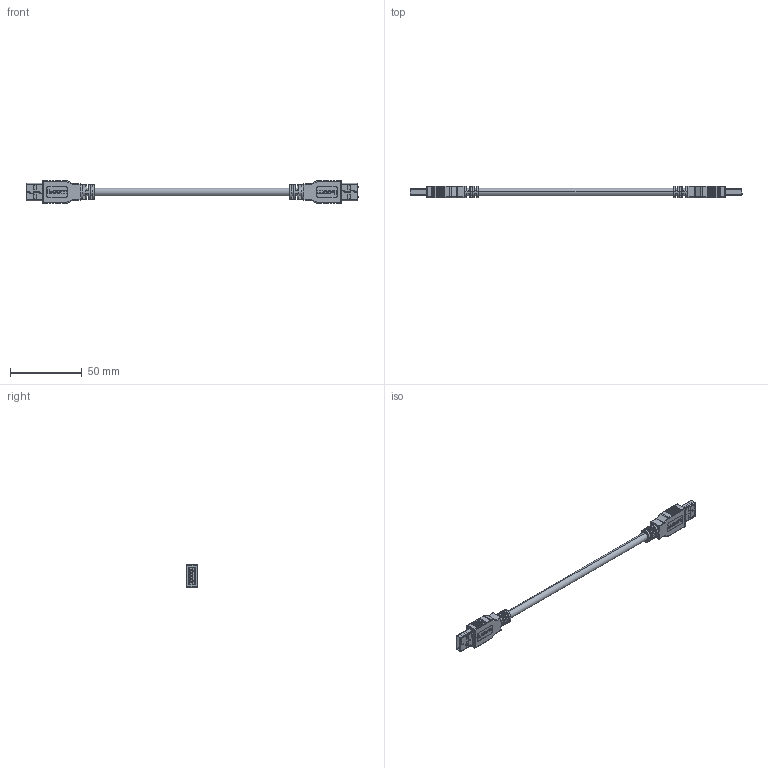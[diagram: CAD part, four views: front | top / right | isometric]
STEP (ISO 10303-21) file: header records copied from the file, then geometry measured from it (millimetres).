
FILE_DESCRIPTION (( 'STEP AP203' ), '1' );
FILE_NAME ('CAU3ZAA.STEP', '2020-11-04T04:12:53', ( '' ), ( '' ), 'SwSTEP 2.0', 'SolidWorks 2018', '' );
FILE_SCHEMA (( 'CONFIG_CONTROL_DESIGN' ));
Length unit declared in the file: inch
Products named in the file (1): CAU3ZAA
Bounding box: 232 x 8 x 16 mm (x, y, z)
Volume: 11069.2 mm3; surface area: 11924.9 mm2
Topology: 35 solids, 35 shells, 2526 faces, 6758 edges, 4444 vertices
Faces by surface type: plane 1908, cylinder 378, bspline 204, torus 20, sphere 16
Entity records: 86643 total; most frequent: CARTESIAN_POINT 24567, ORIENTED_EDGE 13468, DIRECTION 11584, EDGE_CURVE 6734, LINE 5378, VECTOR 5378, VERTEX_POINT 4444, AXIS2_PLACEMENT_3D 3103
